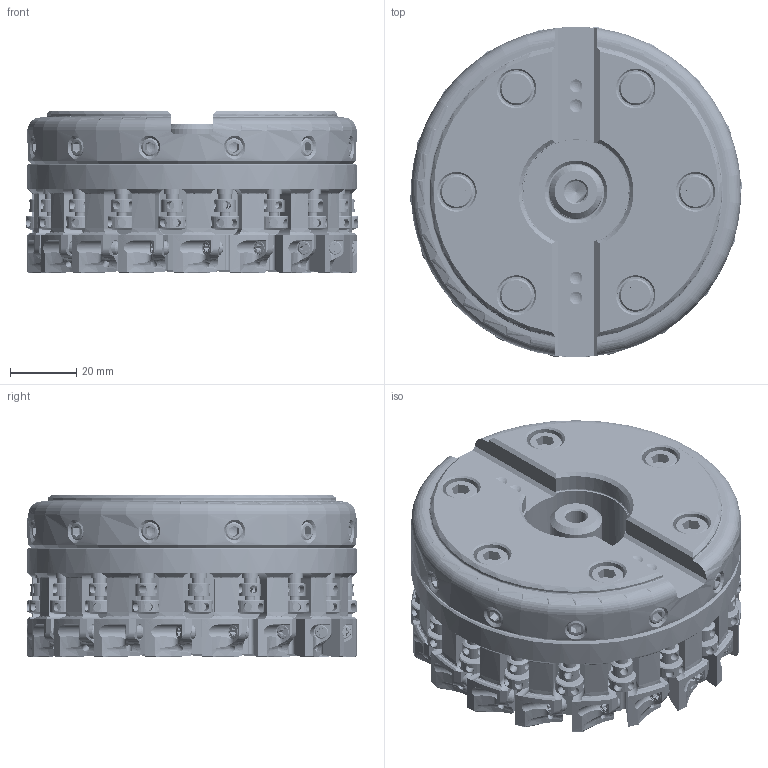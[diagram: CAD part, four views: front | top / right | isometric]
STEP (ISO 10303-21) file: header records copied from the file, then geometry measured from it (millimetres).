
FILE_DESCRIPTION(/* description */ (''),/* implementation_level */ '2;1');
FILE_NAME(/* name */ 'FMAXUR0418D.stp',/* time_stamp */ '2021-09-08T11:39:40+09:00',/* author */ (''),/* organization */ (''),/* preprocessor_version */ 'ST-DEVELOPER v16',/* originating_system */ 'SIEMENS PLM Software NX 10.0',/* authorisation */ '');
FILE_SCHEMA (('AUTOMOTIVE_DESIGN { 1 0 10303 214 3 1 1 1 }'));
Products named in the file (1): FMAXUR0418D_ASM
Bounding box: 100.2 x 99.6 x 49 mm (x, y, z)
Volume: 295797.7 mm3; surface area: 101374.6 mm2
Topology: 75 solids, 75 shells, 3363 faces, 8499 edges, 5581 vertices
Faces by surface type: cylinder 1478, plane 905, cone 648, torus 264, bspline 36, sphere 32
Entity records: 130819 total; most frequent: CARTESIAN_POINT 46994, DIRECTION 17603, ORIENTED_EDGE 16766, EDGE_CURVE 8383, AXIS2_PLACEMENT_3D 7205, VERTEX_POINT 5311, EDGE_LOOP 3780, CIRCLE 3557
